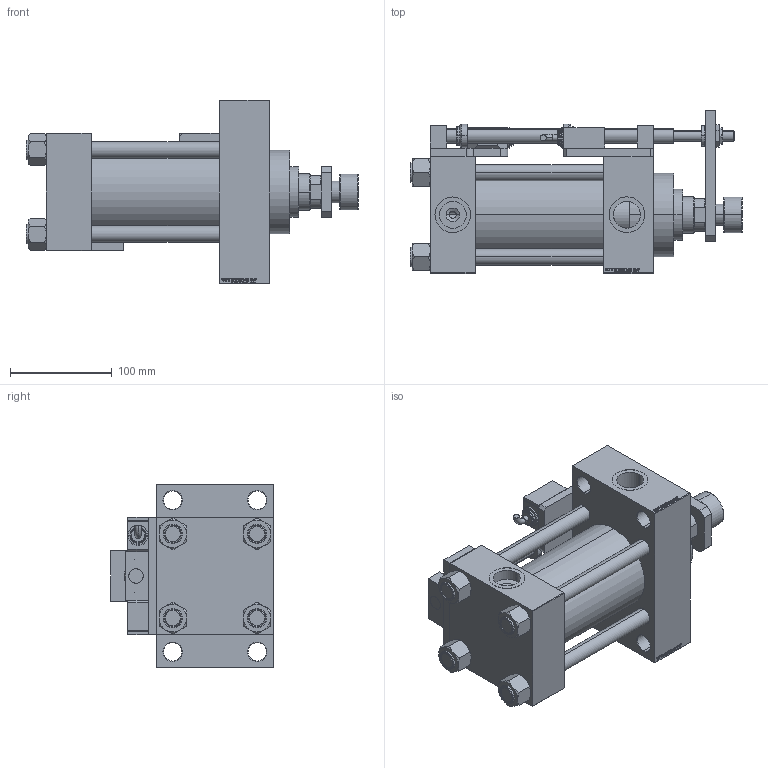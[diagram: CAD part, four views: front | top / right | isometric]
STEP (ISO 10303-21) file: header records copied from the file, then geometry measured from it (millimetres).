
FILE_DESCRIPTION (( 'STEP AP203' ), '1' );
FILE_NAME ('eeb5.STEP', '2022-11-23T06:19:51', ( '' ), ( '' ), 'SwSTEP 2.0', 'SolidWorks 2019', '' );
FILE_SCHEMA (( 'CONFIG_CONTROL_DESIGN' ));
Length unit declared in the file: millimetre
Products named in the file (17): V215CD_NUT_M5_D d09996f506660e4cd53132834c795a91; V215CD_D_Body d09996f506660e4cd53132834c795a91; V215CD_VCP_D d09996f506660e4cd53132834c795a91; V215CD_SWITCH_Q_DIMA d09996f506660e4cd53132834c795a91; V215CD_SWITCH_Q_TYC d09996f506660e4cd53132834c795a91; V215CD_SWITCH_Q_PODLOZKA_BACK d09996f506660e4cd53132834c795a91; V215CD_SWITCH_Q_ZARAZKA d09996f506660e4cd53132834c795a91; V215CD_SWITCH_Q_NUT10 d09996f506660e4cd53132834c795a91; V215CD_SWITCH_Q_NUT d09996f506660e4cd53132834c795a91; V215CD_SWITCH_Q_BLOK d09996f506660e4cd53132834c795a91; V215CD_SWITCH_Q_SWITCH d09996f506660e4cd53132834c795a91; V215CR_ROD_END_F d09996f506660e4cd53132834c795a91; V215CD_VC_A d09996f506660e4cd53132834c795a91; V215CD_SWITCH_Q_MAGNET d09996f506660e4cd53132834c795a91; eeb5; V215CD_D_TYCINKA d09996f506660e4cd53132834c795a91; V215CD_SWITCH_Q_PODLOZKA_FRONT d09996f506660e4cd53132834c795a91
Assembly tree (25 placements, depth 2):
  eeb5
    V215CD_D_Body d09996f506660e4cd53132834c795a91
    V215CD_VC_A d09996f506660e4cd53132834c795a91
    V215CD_VCP_D d09996f506660e4cd53132834c795a91
    V215CD_D_TYCINKA d09996f506660e4cd53132834c795a91  x4
    V215CD_NUT_M5_D d09996f506660e4cd53132834c795a91  x4
    V215CR_ROD_END_F d09996f506660e4cd53132834c795a91
    V215CD_SWITCH_Q_BLOK d09996f506660e4cd53132834c795a91  x2
    V215CD_SWITCH_Q_DIMA d09996f506660e4cd53132834c795a91
    V215CD_SWITCH_Q_MAGNET d09996f506660e4cd53132834c795a91  x2
    V215CD_SWITCH_Q_NUT d09996f506660e4cd53132834c795a91
    V215CD_SWITCH_Q_NUT10 d09996f506660e4cd53132834c795a91
    V215CD_SWITCH_Q_PODLOZKA_BACK d09996f506660e4cd53132834c795a91
    V215CD_SWITCH_Q_PODLOZKA_FRONT d09996f506660e4cd53132834c795a91
    V215CD_SWITCH_Q_SWITCH d09996f506660e4cd53132834c795a91  x2
    V215CD_SWITCH_Q_TYC d09996f506660e4cd53132834c795a91
    V215CD_SWITCH_Q_ZARAZKA d09996f506660e4cd53132834c795a91
Bounding box: 326 x 160 x 180 mm (x, y, z)
Volume: 2462075.8 mm3; surface area: 446049.7 mm2
Topology: 25 solids, 25 shells, 1401 faces, 3461 edges, 2242 vertices
Faces by surface type: plane 672, bspline 368, cylinder 164, cone 157, torus 40
Entity records: 54027 total; most frequent: CARTESIAN_POINT 26133, ORIENTED_EDGE 5862, DIRECTION 4200, EDGE_CURVE 2931, VERTEX_POINT 1916, VECTOR 1746, LINE 1746, EDGE_LOOP 1335
